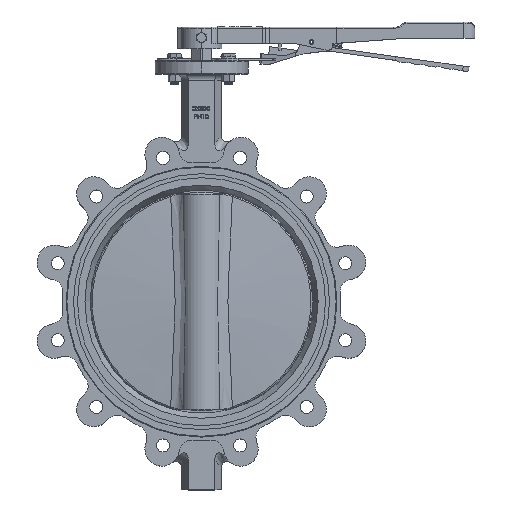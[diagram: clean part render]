
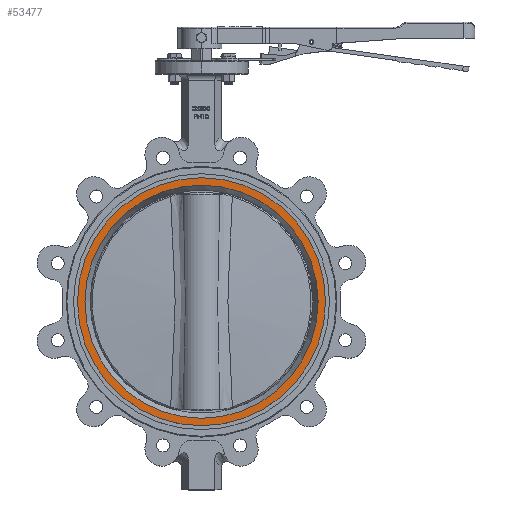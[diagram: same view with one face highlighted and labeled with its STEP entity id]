
A CAD part, top view. The second image highlights one B-rep face of the part: STEP entity #53477.
In plain terms, the highlighted planar face has unit normal (0, 0, 1).
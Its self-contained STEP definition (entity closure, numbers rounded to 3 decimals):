
#940 = ORIENTED_EDGE ( 'NONE', *, *, #72438, .T. ) ;
#1228 = CARTESIAN_POINT ( 'NONE',  ( -156.7, 0., 35.9 ) ) ;
#3072 = DIRECTION ( 'NONE',  ( 0., 0., 1. ) ) ;
#8776 = EDGE_CURVE ( 'NONE', #47979, #117304, #24943, .T. ) ;
#10146 = DIRECTION ( 'NONE',  ( 0., 0., 1. ) ) ;
#12524 = FACE_BOUND ( 'NONE', #115786, .T. ) ;
#14595 = CARTESIAN_POINT ( 'NONE',  ( 0., 0., 35.9 ) ) ;
#24943 = CIRCLE ( 'NONE', #50627, 156.7 ) ;
#25159 = CIRCLE ( 'NONE', #41033, 156.7 ) ;
#30225 = CIRCLE ( 'NONE', #115361, 166.7 ) ;
#38226 = ORIENTED_EDGE ( 'NONE', *, *, #58121, .F. ) ;
#41033 = AXIS2_PLACEMENT_3D ( 'NONE', #49513, #3072, #115823 ) ;
#45203 = ORIENTED_EDGE ( 'NONE', *, *, #8776, .F. ) ;
#46980 = FACE_OUTER_BOUND ( 'NONE', #89340, .T. ) ;
#47979 = VERTEX_POINT ( 'NONE', #1228 ) ;
#49513 = CARTESIAN_POINT ( 'NONE',  ( 0., 0., 35.9 ) ) ;
#50627 = AXIS2_PLACEMENT_3D ( 'NONE', #14595, #68633, #116306 ) ;
#53477 = ADVANCED_FACE ( 'NONE', ( #12524, #46980 ), #62071, .F. ) ;
#53849 = DIRECTION ( 'NONE',  ( 0., 0., 1. ) ) ;
#58121 = EDGE_CURVE ( 'NONE', #117304, #47979, #25159, .T. ) ;
#62071 = PLANE ( 'NONE',  #74816 ) ;
#64998 = CARTESIAN_POINT ( 'NONE',  ( 0., 0., 35.9 ) ) ;
#68633 = DIRECTION ( 'NONE',  ( 0., 0., 1. ) ) ;
#72438 = EDGE_CURVE ( 'NONE', #112689, #100320, #99511, .T. ) ;
#74816 = AXIS2_PLACEMENT_3D ( 'NONE', #113312, #112743, #75518 ) ;
#75518 = DIRECTION ( 'NONE',  ( 0., -1., 0. ) ) ;
#78724 = CARTESIAN_POINT ( 'NONE',  ( 166.7, 0., 35.9 ) ) ;
#83864 = CARTESIAN_POINT ( 'NONE',  ( 156.7, 0., 35.9 ) ) ;
#89340 = EDGE_LOOP ( 'NONE', ( #940, #119981 ) ) ;
#92602 = EDGE_CURVE ( 'NONE', #100320, #112689, #30225, .T. ) ;
#94206 = CARTESIAN_POINT ( 'NONE',  ( -166.7, 0., 35.9 ) ) ;
#99511 = CIRCLE ( 'NONE', #115323, 166.7 ) ;
#100320 = VERTEX_POINT ( 'NONE', #94206 ) ;
#103434 = DIRECTION ( 'NONE',  ( 1., 0., 0. ) ) ;
#112689 = VERTEX_POINT ( 'NONE', #78724 ) ;
#112743 = DIRECTION ( 'NONE',  ( 0., 0., -1. ) ) ;
#113312 = CARTESIAN_POINT ( 'NONE',  ( -166.7, 0., 35.9 ) ) ;
#114265 = DIRECTION ( 'NONE',  ( 1., 0., 0. ) ) ;
#115323 = AXIS2_PLACEMENT_3D ( 'NONE', #64998, #53849, #103434 ) ;
#115361 = AXIS2_PLACEMENT_3D ( 'NONE', #115473, #10146, #114265 ) ;
#115473 = CARTESIAN_POINT ( 'NONE',  ( 0., 0., 35.9 ) ) ;
#115786 = EDGE_LOOP ( 'NONE', ( #38226, #45203 ) ) ;
#115823 = DIRECTION ( 'NONE',  ( 1., 0., 0. ) ) ;
#116306 = DIRECTION ( 'NONE',  ( 1., 0., 0. ) ) ;
#117304 = VERTEX_POINT ( 'NONE', #83864 ) ;
#119981 = ORIENTED_EDGE ( 'NONE', *, *, #92602, .T. ) ;
